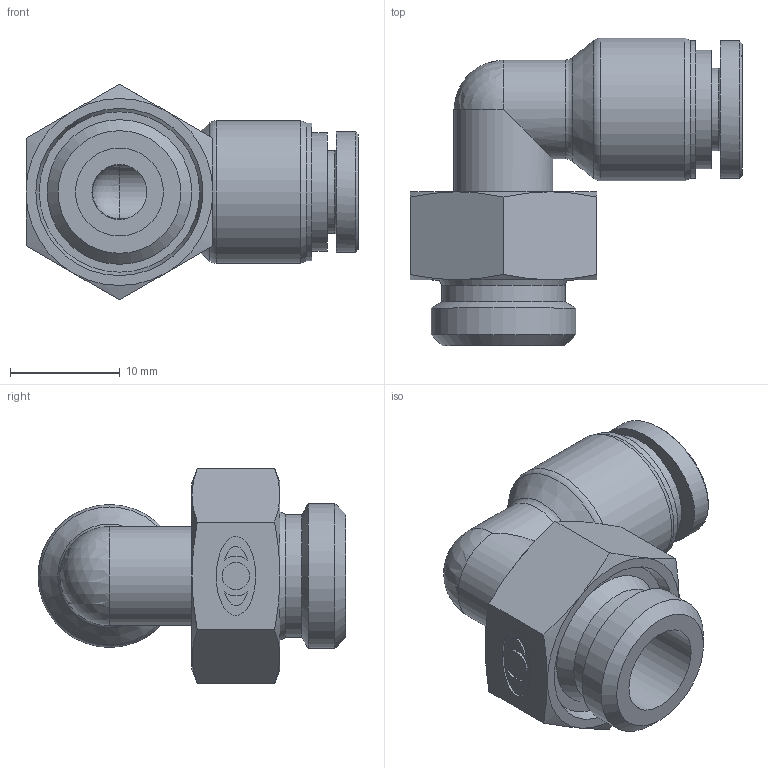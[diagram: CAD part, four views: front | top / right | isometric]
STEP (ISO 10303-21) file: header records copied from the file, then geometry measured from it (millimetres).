
FILE_DESCRIPTION((''),'2;1');
FILE_NAME('F-PL 06G02.stp','2020-12-01T18:21:35',('Administrator'),(''),'Autodesk Inventor 2013','Autodesk Inventor 2013','');
FILE_SCHEMA(('CONFIG_CONTROL_DESIGN'));
Length unit declared in the file: millimetre
Products named in the file (4): F-PL 06G02; F-PL 0602 BODY; F-SLEEVE 06(SUS); F-BODY G02(SUS) 
Assembly tree (3 placements, depth 2):
  F-PL 06G02
    F-PL 0602 BODY
    F-SLEEVE 06(SUS)
    F-BODY G02(SUS) 
Bounding box: 30.2 x 28 x 19.63 mm (x, y, z)
Volume: 3839.1 mm3; surface area: 3437.4 mm2
Topology: 3 solids, 3 shells, 268 faces, 683 edges, 447 vertices
Faces by surface type: plane 137, bspline 90, cone 20, cylinder 17, sphere 2, torus 2
Full cylindrical faces by diameter (mm): 2.516 x1, 5 x2, 6.15 x1, 6.2 x1, 7.5 x1, 8 x1, 9 x2, 10.75 x1, 11.2 x1, 12.55 x1, 13 x1, 13.157 x1
Entity records: 8149 total; most frequent: CARTESIAN_POINT 2302, ORIENTED_EDGE 1296, DIRECTION 886, EDGE_CURVE 648, VERTEX_POINT 439, VECTOR 388, LINE 388, EDGE_LOOP 325
